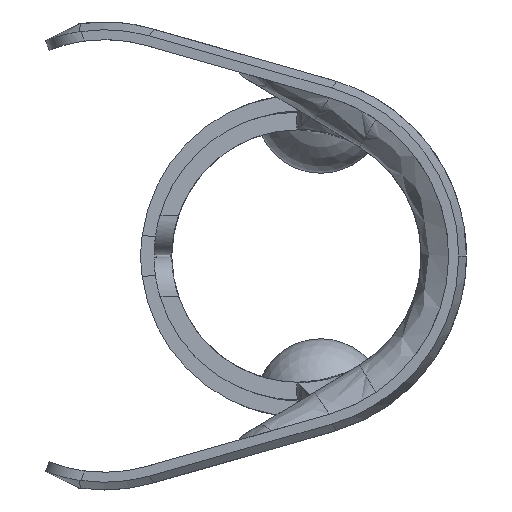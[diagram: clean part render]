
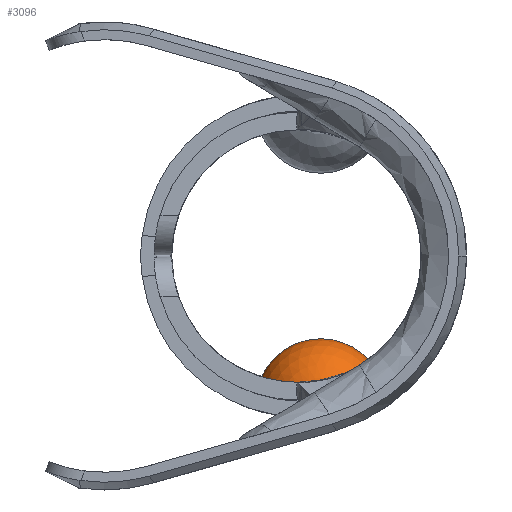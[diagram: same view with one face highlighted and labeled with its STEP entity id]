
A CAD part, left-side view. The second image highlights one B-rep face of the part: STEP entity #3096.
In plain terms, the highlighted spherical face has radius 1.676 mm.
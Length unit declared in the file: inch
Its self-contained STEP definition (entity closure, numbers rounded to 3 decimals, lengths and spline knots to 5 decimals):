
#317 = DIRECTION ( 'NONE',  ( 0., 0.849, -0.529 ) ) ;
#499 = ORIENTED_EDGE ( 'NONE', *, *, #20245, .F. ) ;
#807 = AXIS2_PLACEMENT_3D ( 'NONE', #13696, #21041, #4571 ) ;
#1098 = CIRCLE ( 'NONE', #807, 0.05657 ) ;
#1267 = CARTESIAN_POINT ( 'NONE',  ( 0., -0.01896, -0.15 ) ) ;
#1775 = CARTESIAN_POINT ( 'NONE',  ( -0.06396, -0.00516, -0.13928 ) ) ;
#2226 = CIRCLE ( 'NONE', #15682, 0.01878 ) ;
#2348 = EDGE_CURVE ( 'NONE', #2753, #13810, #1098, .T. ) ;
#2753 = VERTEX_POINT ( 'NONE', #10321 ) ;
#2792 = DIRECTION ( 'NONE',  ( 0., 0., -1. ) ) ;
#3096 = ADVANCED_FACE ( 'NONE', ( #19568 ), #17758, .T. ) ;
#3143 = CARTESIAN_POINT ( 'NONE',  ( 0., -0.01896, -0.15 ) ) ;
#3566 = CARTESIAN_POINT ( 'NONE',  ( -0.05387, 0.01762, -0.13753 ) ) ;
#3624 = AXIS2_PLACEMENT_3D ( 'NONE', #3143, #10461, #17830 ) ;
#4571 = DIRECTION ( 'NONE',  ( 0., 0.974, 0.226 ) ) ;
#5386 = CARTESIAN_POINT ( 'NONE',  ( -0.03029, 0.03732, -0.13236 ) ) ;
#5443 = CARTESIAN_POINT ( 'NONE',  ( 0., -0.01068, -0.08452 ) ) ;
#5501 = CARTESIAN_POINT ( 'NONE',  ( -0.04525, -0.05971, -0.12455 ) ) ;
#6159 = AXIS2_PLACEMENT_3D ( 'NONE', #1267, #8591, #15927 ) ;
#6571 = EDGE_LOOP ( 'NONE', ( #499, #17978, #13525, #19607, #15307 ) ) ;
#6892 = VERTEX_POINT ( 'NONE', #22707 ) ;
#7173 = CARTESIAN_POINT ( 'NONE',  ( -0.00624, 0.04387, -0.12978 ) ) ;
#7305 = CARTESIAN_POINT ( 'NONE',  ( -0.05999, -0.04133, -0.13279 ) ) ;
#7639 = DIRECTION ( 'NONE',  ( 0., 0.529, 0.849 ) ) ;
#8591 = DIRECTION ( 'NONE',  ( -1., 0., 0. ) ) ;
#9039 = EDGE_CURVE ( 'NONE', #20145, #23728, #13993, .T. ) ;
#9099 = CARTESIAN_POINT ( 'NONE',  ( -0.06525, -0.01767, -0.13834 ) ) ;
#10321 = CARTESIAN_POINT ( 'NONE',  ( -0.04525, -0.05971, -0.12455 ) ) ;
#10461 = DIRECTION ( 'NONE',  ( -1., 0., 0. ) ) ;
#10887 = CARTESIAN_POINT ( 'NONE',  ( -0.05724, 0.01241, -0.13835 ) ) ;
#11921 = CARTESIAN_POINT ( 'NONE',  ( 0., -0.01896, -0.15 ) ) ;
#12712 = CARTESIAN_POINT ( 'NONE',  ( -0.0409, 0.03085, -0.13444 ) ) ;
#13525 = ORIENTED_EDGE ( 'NONE', *, *, #18446, .F. ) ;
#13696 = CARTESIAN_POINT ( 'NONE',  ( 0., -0.02664, -0.11688 ) ) ;
#13810 = VERTEX_POINT ( 'NONE', #18904 ) ;
#13993 = CIRCLE ( 'NONE', #3624, 0.066 ) ;
#14495 = CIRCLE ( 'NONE', #17582, 0.066 ) ;
#14518 = CARTESIAN_POINT ( 'NONE',  ( -0.01259, 0.04303, -0.13014 ) ) ;
#14635 = CARTESIAN_POINT ( 'NONE',  ( 0., -0.08258, -0.13246 ) ) ;
#14641 = CARTESIAN_POINT ( 'NONE',  ( -0.05374, -0.05146, -0.12878 ) ) ;
#15023 = EDGE_CURVE ( 'NONE', #6892, #2753, #21439, .T. ) ;
#15307 = ORIENTED_EDGE ( 'NONE', *, *, #2348, .T. ) ;
#15682 = AXIS2_PLACEMENT_3D ( 'NONE', #16786, #317, #7639 ) ;
#15927 = DIRECTION ( 'NONE',  ( 0., 0.992, -0.125 ) ) ;
#16444 = CARTESIAN_POINT ( 'NONE',  ( -0.06491, -0.02382, -0.13739 ) ) ;
#16786 = CARTESIAN_POINT ( 'NONE',  ( 0., -0.07265, -0.11653 ) ) ;
#17582 = AXIS2_PLACEMENT_3D ( 'NONE', #11921, #19297, #2792 ) ;
#17758 = SPHERICAL_SURFACE ( 'NONE', #6159, 0.066 ) ;
#17830 = DIRECTION ( 'NONE',  ( 0., -1., 0. ) ) ;
#17978 = ORIENTED_EDGE ( 'NONE', *, *, #9039, .T. ) ;
#18265 = CARTESIAN_POINT ( 'NONE',  ( -0.06234, 0.00089, -0.13924 ) ) ;
#18446 = EDGE_CURVE ( 'NONE', #6892, #23728, #14495, .T. ) ;
#18904 = CARTESIAN_POINT ( 'NONE',  ( -0.01106, -0.08068, -0.12941 ) ) ;
#19297 = DIRECTION ( 'NONE',  ( 1., 0., 0. ) ) ;
#19568 = FACE_OUTER_BOUND ( 'NONE', #6571, .T. ) ;
#19607 = ORIENTED_EDGE ( 'NONE', *, *, #15023, .T. ) ;
#20066 = CARTESIAN_POINT ( 'NONE',  ( -0.04562, 0.02693, -0.13556 ) ) ;
#20145 = VERTEX_POINT ( 'NONE', #14635 ) ;
#20245 = EDGE_CURVE ( 'NONE', #20145, #13810, #2226, .T. ) ;
#21041 = DIRECTION ( 'NONE',  ( 0., -0.226, 0.974 ) ) ;
#21439 = B_SPLINE_CURVE_WITH_KNOTS ( 'NONE', 3,
 ( #23604, #7173, #14518, #21839, #5386, #12712, #20066, #3566, #10887, #18265, #1775, #9099, #16444, #23723, #7305, #14641, #21953, #5501 ),
 .UNSPECIFIED., .F., .F.,
 ( 4, 2, 2, 2, 2, 2, 2, 2, 4 ),
 ( 0.00383, 0.00431, 0.00479, 0.00527, 0.00575, 0.00623, 0.00671, 0.00719, 0.00766 ),
 .UNSPECIFIED. ) ;
#21839 = CARTESIAN_POINT ( 'NONE',  ( -0.02461, 0.03974, -0.13144 ) ) ;
#21953 = CARTESIAN_POINT ( 'NONE',  ( -0.04984, -0.05591, -0.12662 ) ) ;
#22707 = CARTESIAN_POINT ( 'NONE',  ( 0., 0.04387, -0.12978 ) ) ;
#23604 = CARTESIAN_POINT ( 'NONE',  ( 0., 0.04387, -0.12978 ) ) ;
#23723 = CARTESIAN_POINT ( 'NONE',  ( -0.06223, -0.03582, -0.13456 ) ) ;
#23728 = VERTEX_POINT ( 'NONE', #5443 ) ;
